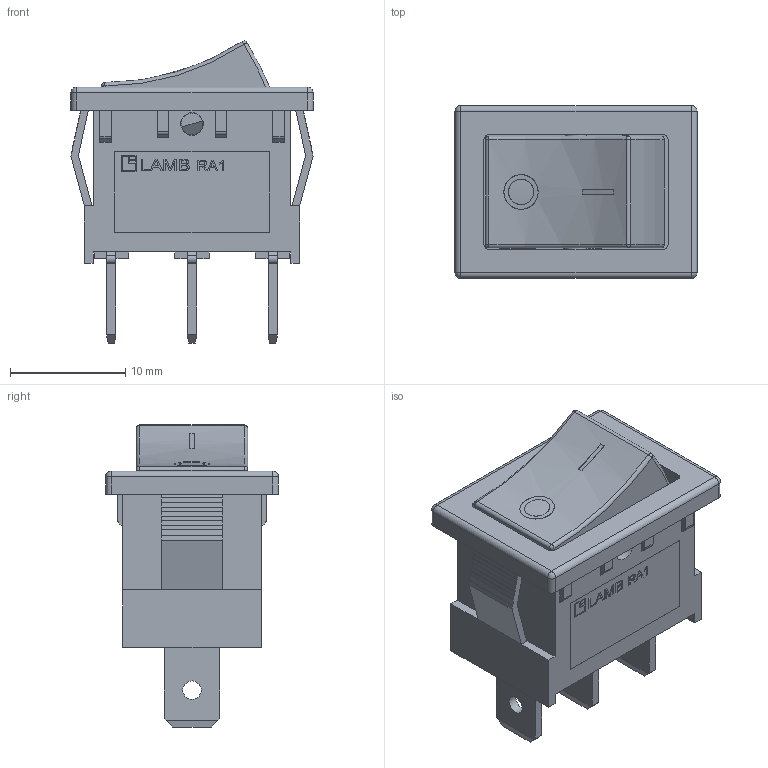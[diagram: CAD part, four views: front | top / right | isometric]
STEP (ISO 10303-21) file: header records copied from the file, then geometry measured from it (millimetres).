
FILE_DESCRIPTION(/* description */ (''),/* implementation_level */ '2;1');
FILE_NAME(/* name */ 'RA111Cx0x1-1xx.stp',/* time_stamp */ '2022-11-01T15:04:22-05:00',/* author */ ('mroman'),/* organization */ (''),/* preprocessor_version */ 'ST-DEVELOPER v18.1',/* originating_system */ 'Autodesk Inventor 2020',/* authorisation */ '');
FILE_SCHEMA (('AUTOMOTIVE_DESIGN { 1 0 10303 214 3 1 1 }'));
Length unit declared in the file: millimetre
Products named in the file (1): RA111Cx0x1-1xx
Bounding box: 21 x 15 x 26.2 mm (x, y, z)
Volume: 1905.3 mm3; surface area: 3554.2 mm2
Topology: 2 solids, 2 shells, 444 faces, 1214 edges, 798 vertices
Faces by surface type: plane 332, bspline 53, cylinder 45, sphere 8, torus 6
Full cylindrical faces by diameter (mm): 1.6 x3, 2 x2
Entity records: 16207 total; most frequent: CARTESIAN_POINT 5193, ORIENTED_EDGE 2416, DIRECTION 1986, EDGE_CURVE 1208, LINE 986, VECTOR 986, VERTEX_POINT 798, AXIS2_PLACEMENT_3D 500
